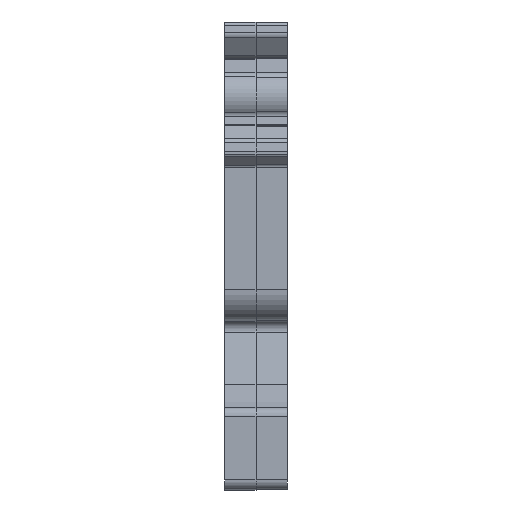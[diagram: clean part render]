
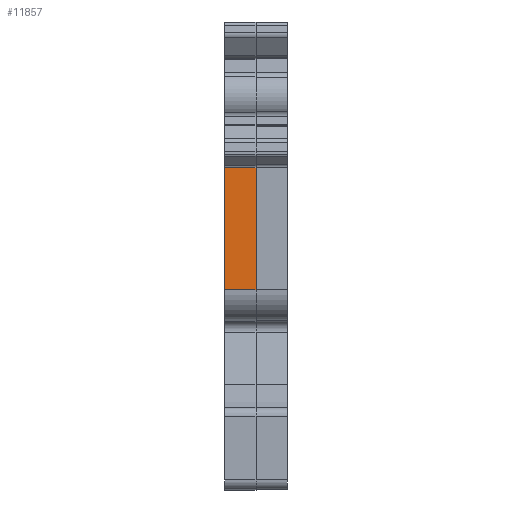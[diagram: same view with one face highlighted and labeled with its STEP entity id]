
A CAD part, left-side view. The second image highlights one B-rep face of the part: STEP entity #11857.
In plain terms, the highlighted planar face has unit normal (-1, 0, 0).
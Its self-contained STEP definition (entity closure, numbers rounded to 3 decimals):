
#484=LINE('',#16442,#1414);
#528=LINE('',#16590,#1458);
#642=LINE('',#16880,#1572);
#644=LINE('',#16883,#1574);
#1414=VECTOR('',#13684,1000.);
#1458=VECTOR('',#13802,1000.);
#1572=VECTOR('',#14124,1000.);
#1574=VECTOR('',#14128,1000.);
#3041=ORIENTED_EDGE('',*,*,#5377,.F.);
#3042=ORIENTED_EDGE('',*,*,#5228,.T.);
#3043=ORIENTED_EDGE('',*,*,#5152,.T.);
#3044=ORIENTED_EDGE('',*,*,#5375,.T.);
#5152=EDGE_CURVE('',#6419,#6418,#484,.T.);
#5228=EDGE_CURVE('',#6486,#6419,#528,.T.);
#5375=EDGE_CURVE('',#6418,#6556,#642,.T.);
#5377=EDGE_CURVE('',#6486,#6556,#644,.T.);
#6418=VERTEX_POINT('',#16441);
#6419=VERTEX_POINT('',#16443);
#6486=VERTEX_POINT('',#16591);
#6556=VERTEX_POINT('',#16878);
#7577=EDGE_LOOP('',(#3041,#3042,#3043,#3044));
#8026=FACE_BOUND('',#7577,.T.);
#8403=PLANE('',#12499);
#11857=ADVANCED_FACE('',(#8026),#8403,.T.);
#12499=AXIS2_PLACEMENT_3D('',#16882,#14126,#14127);
#13684=DIRECTION('',(0.,0.,-1.));
#13802=DIRECTION('',(0.,1.,0.));
#14124=DIRECTION('',(0.,-1.,0.));
#14126=DIRECTION('',(-1.,0.,0.));
#14127=DIRECTION('',(0.,0.,1.));
#14128=DIRECTION('',(0.,0.,-1.));
#16441=CARTESIAN_POINT('',(-53.25,5.,8.734));
#16442=CARTESIAN_POINT('',(-53.25,5.,18.488));
#16443=CARTESIAN_POINT('',(-53.25,5.,18.488));
#16590=CARTESIAN_POINT('',(-53.25,72.277,18.488));
#16591=CARTESIAN_POINT('',(-53.25,2.5,18.488));
#16878=CARTESIAN_POINT('',(-53.25,2.5,8.734));
#16880=CARTESIAN_POINT('',(-53.25,4.95,8.734));
#16882=CARTESIAN_POINT('',(-53.25,4.95,19.235));
#16883=CARTESIAN_POINT('',(-53.25,2.5,18.488));
